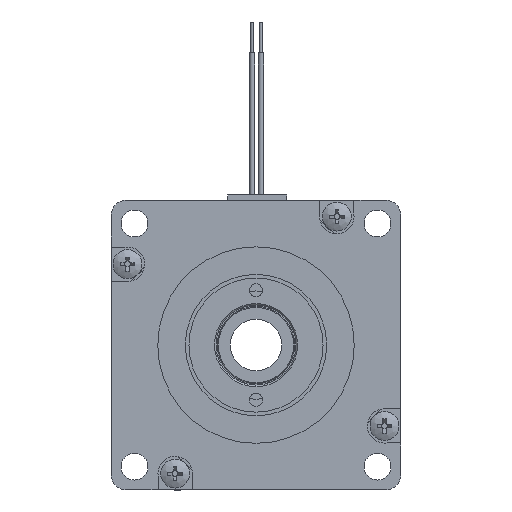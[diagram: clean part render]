
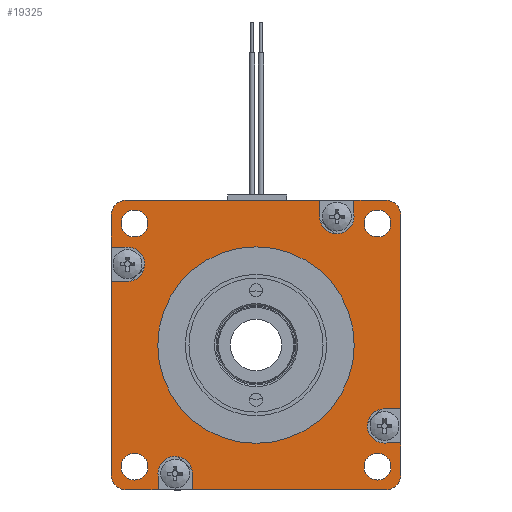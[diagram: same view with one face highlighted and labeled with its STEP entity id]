
A CAD part, left-side view. The second image highlights one B-rep face of the part: STEP entity #19325.
In plain terms, the highlighted face is planar.
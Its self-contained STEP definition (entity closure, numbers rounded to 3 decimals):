
#204=LINE('',#29457,#1824);
#205=LINE('',#29459,#1825);
#206=LINE('',#29463,#1826);
#207=LINE('',#29465,#1827);
#208=LINE('',#29469,#1828);
#209=LINE('',#29471,#1829);
#210=LINE('',#29475,#1830);
#211=LINE('',#29477,#1831);
#212=LINE('',#29481,#1832);
#213=LINE('',#29483,#1833);
#214=LINE('',#29487,#1834);
#215=LINE('',#29489,#1835);
#216=LINE('',#29493,#1836);
#217=LINE('',#29495,#1837);
#218=LINE('',#29499,#1838);
#219=LINE('',#29500,#1839);
#1824=VECTOR('',#22930,3.185);
#1825=VECTOR('',#22931,37.453);
#1826=VECTOR('',#22934,6.122);
#1827=VECTOR('',#22935,2.688);
#1828=VECTOR('',#22938,3.185);
#1829=VECTOR('',#22939,37.453);
#1830=VECTOR('',#22942,6.122);
#1831=VECTOR('',#22943,2.688);
#1832=VECTOR('',#22946,3.185);
#1833=VECTOR('',#22947,37.453);
#1834=VECTOR('',#22950,6.122);
#1835=VECTOR('',#22951,2.688);
#1836=VECTOR('',#22954,3.185);
#1837=VECTOR('',#22955,37.453);
#1838=VECTOR('',#22958,6.122);
#1839=VECTOR('',#22959,2.688);
#3430=PLANE('',#20433);
#3950=FACE_BOUND('',#5208,.T.);
#3951=FACE_BOUND('',#5209,.T.);
#3952=FACE_BOUND('',#5210,.T.);
#3953=FACE_BOUND('',#5211,.T.);
#3954=FACE_BOUND('',#5212,.T.);
#4131=FACE_OUTER_BOUND('',#5207,.T.);
#5207=EDGE_LOOP('',(#12784,#12785,#12786,#12787,#12788,#12789,#12790,#12791,
#12792,#12793,#12794,#12795,#12796,#12797,#12798,#12799,#12800,#12801,#12802,
#12803,#12804,#12805,#12806,#12807));
#5208=EDGE_LOOP('',(#12808));
#5209=EDGE_LOOP('',(#12809));
#5210=EDGE_LOOP('',(#12810));
#5211=EDGE_LOOP('',(#12811));
#5212=EDGE_LOOP('',(#12812));
#6463=CIRCLE('',#20434,3.331);
#6464=CIRCLE('',#20435,3.);
#6465=CIRCLE('',#20436,3.331);
#6466=CIRCLE('',#20437,3.);
#6467=CIRCLE('',#20438,3.331);
#6468=CIRCLE('',#20439,3.);
#6469=CIRCLE('',#20440,3.331);
#6470=CIRCLE('',#20441,3.);
#6471=CIRCLE('',#20442,2.6);
#6472=CIRCLE('',#20443,2.6);
#6473=CIRCLE('',#20444,2.6);
#6474=CIRCLE('',#20445,2.6);
#6475=CIRCLE('',#20446,19.05);
#7805=VERTEX_POINT('',#29453);
#7806=VERTEX_POINT('',#29454);
#7807=VERTEX_POINT('',#29456);
#7808=VERTEX_POINT('',#29458);
#7809=VERTEX_POINT('',#29460);
#7810=VERTEX_POINT('',#29462);
#7811=VERTEX_POINT('',#29464);
#7812=VERTEX_POINT('',#29466);
#7813=VERTEX_POINT('',#29468);
#7814=VERTEX_POINT('',#29470);
#7815=VERTEX_POINT('',#29472);
#7816=VERTEX_POINT('',#29474);
#7817=VERTEX_POINT('',#29476);
#7818=VERTEX_POINT('',#29478);
#7819=VERTEX_POINT('',#29480);
#7820=VERTEX_POINT('',#29482);
#7821=VERTEX_POINT('',#29484);
#7822=VERTEX_POINT('',#29486);
#7823=VERTEX_POINT('',#29488);
#7824=VERTEX_POINT('',#29490);
#7825=VERTEX_POINT('',#29492);
#7826=VERTEX_POINT('',#29494);
#7827=VERTEX_POINT('',#29496);
#7828=VERTEX_POINT('',#29498);
#7829=VERTEX_POINT('',#29501);
#7830=VERTEX_POINT('',#29503);
#7831=VERTEX_POINT('',#29505);
#7832=VERTEX_POINT('',#29507);
#7833=VERTEX_POINT('',#29509);
#9825=EDGE_CURVE('',#7805,#7806,#6463,.T.);
#9826=EDGE_CURVE('',#7807,#7805,#204,.T.);
#9827=EDGE_CURVE('',#7807,#7808,#205,.T.);
#9828=EDGE_CURVE('',#7808,#7809,#6464,.T.);
#9829=EDGE_CURVE('',#7809,#7810,#206,.T.);
#9830=EDGE_CURVE('',#7811,#7810,#207,.T.);
#9831=EDGE_CURVE('',#7812,#7811,#6465,.T.);
#9832=EDGE_CURVE('',#7813,#7812,#208,.T.);
#9833=EDGE_CURVE('',#7813,#7814,#209,.T.);
#9834=EDGE_CURVE('',#7814,#7815,#6466,.T.);
#9835=EDGE_CURVE('',#7815,#7816,#210,.T.);
#9836=EDGE_CURVE('',#7817,#7816,#211,.T.);
#9837=EDGE_CURVE('',#7818,#7817,#6467,.T.);
#9838=EDGE_CURVE('',#7819,#7818,#212,.T.);
#9839=EDGE_CURVE('',#7819,#7820,#213,.T.);
#9840=EDGE_CURVE('',#7820,#7821,#6468,.T.);
#9841=EDGE_CURVE('',#7821,#7822,#214,.T.);
#9842=EDGE_CURVE('',#7823,#7822,#215,.T.);
#9843=EDGE_CURVE('',#7824,#7823,#6469,.T.);
#9844=EDGE_CURVE('',#7825,#7824,#216,.T.);
#9845=EDGE_CURVE('',#7825,#7826,#217,.T.);
#9846=EDGE_CURVE('',#7826,#7827,#6470,.T.);
#9847=EDGE_CURVE('',#7827,#7828,#218,.T.);
#9848=EDGE_CURVE('',#7806,#7828,#219,.T.);
#9849=EDGE_CURVE('',#7829,#7829,#6471,.T.);
#9850=EDGE_CURVE('',#7830,#7830,#6472,.T.);
#9851=EDGE_CURVE('',#7831,#7831,#6473,.T.);
#9852=EDGE_CURVE('',#7832,#7832,#6474,.T.);
#9853=EDGE_CURVE('',#7833,#7833,#6475,.F.);
#12784=ORIENTED_EDGE('',*,*,#9825,.F.);
#12785=ORIENTED_EDGE('',*,*,#9826,.F.);
#12786=ORIENTED_EDGE('',*,*,#9827,.T.);
#12787=ORIENTED_EDGE('',*,*,#9828,.T.);
#12788=ORIENTED_EDGE('',*,*,#9829,.T.);
#12789=ORIENTED_EDGE('',*,*,#9830,.F.);
#12790=ORIENTED_EDGE('',*,*,#9831,.F.);
#12791=ORIENTED_EDGE('',*,*,#9832,.F.);
#12792=ORIENTED_EDGE('',*,*,#9833,.T.);
#12793=ORIENTED_EDGE('',*,*,#9834,.T.);
#12794=ORIENTED_EDGE('',*,*,#9835,.T.);
#12795=ORIENTED_EDGE('',*,*,#9836,.F.);
#12796=ORIENTED_EDGE('',*,*,#9837,.F.);
#12797=ORIENTED_EDGE('',*,*,#9838,.F.);
#12798=ORIENTED_EDGE('',*,*,#9839,.T.);
#12799=ORIENTED_EDGE('',*,*,#9840,.T.);
#12800=ORIENTED_EDGE('',*,*,#9841,.T.);
#12801=ORIENTED_EDGE('',*,*,#9842,.F.);
#12802=ORIENTED_EDGE('',*,*,#9843,.F.);
#12803=ORIENTED_EDGE('',*,*,#9844,.F.);
#12804=ORIENTED_EDGE('',*,*,#9845,.T.);
#12805=ORIENTED_EDGE('',*,*,#9846,.T.);
#12806=ORIENTED_EDGE('',*,*,#9847,.T.);
#12807=ORIENTED_EDGE('',*,*,#9848,.F.);
#12808=ORIENTED_EDGE('',*,*,#9849,.F.);
#12809=ORIENTED_EDGE('',*,*,#9850,.F.);
#12810=ORIENTED_EDGE('',*,*,#9851,.F.);
#12811=ORIENTED_EDGE('',*,*,#9852,.F.);
#12812=ORIENTED_EDGE('',*,*,#9853,.F.);
#19325=ADVANCED_FACE('',(#4131,#3950,#3951,#3952,#3953,#3954),#3430,.F.);
#20433=AXIS2_PLACEMENT_3D('',#29452,#22926,#22927);
#20434=AXIS2_PLACEMENT_3D('',#29455,#22928,#22929);
#20435=AXIS2_PLACEMENT_3D('',#29461,#22932,#22933);
#20436=AXIS2_PLACEMENT_3D('',#29467,#22936,#22937);
#20437=AXIS2_PLACEMENT_3D('',#29473,#22940,#22941);
#20438=AXIS2_PLACEMENT_3D('',#29479,#22944,#22945);
#20439=AXIS2_PLACEMENT_3D('',#29485,#22948,#22949);
#20440=AXIS2_PLACEMENT_3D('',#29491,#22952,#22953);
#20441=AXIS2_PLACEMENT_3D('',#29497,#22956,#22957);
#20442=AXIS2_PLACEMENT_3D('',#29502,#22960,#22961);
#20443=AXIS2_PLACEMENT_3D('',#29504,#22962,#22963);
#20444=AXIS2_PLACEMENT_3D('',#29506,#22964,#22965);
#20445=AXIS2_PLACEMENT_3D('',#29508,#22966,#22967);
#20446=AXIS2_PLACEMENT_3D('',#29510,#22968,#22969);
#22926=DIRECTION('center_axis',(0.,-1.,0.));
#22927=DIRECTION('ref_axis',(0.,0.,-1.));
#22928=DIRECTION('center_axis',(0.,1.,0.));
#22929=DIRECTION('ref_axis',(-1.,0.,0.));
#22930=DIRECTION('',(-1.,0.,0.));
#22931=DIRECTION('',(0.,0.,-1.));
#22932=DIRECTION('center_axis',(0.,1.,0.));
#22933=DIRECTION('ref_axis',(0.,0.,1.));
#22934=DIRECTION('',(-1.,0.,0.));
#22935=DIRECTION('',(0.,0.,-1.));
#22936=DIRECTION('center_axis',(0.,1.,0.));
#22937=DIRECTION('ref_axis',(0.,0.,1.));
#22938=DIRECTION('',(0.,0.,1.));
#22939=DIRECTION('',(-1.,0.,0.));
#22940=DIRECTION('center_axis',(0.,1.,0.));
#22941=DIRECTION('ref_axis',(0.,0.,-1.));
#22942=DIRECTION('',(0.,0.,1.));
#22943=DIRECTION('',(-1.,0.,0.));
#22944=DIRECTION('center_axis',(0.,1.,0.));
#22945=DIRECTION('ref_axis',(1.,0.,0.));
#22946=DIRECTION('',(1.,0.,0.));
#22947=DIRECTION('',(0.,0.,1.));
#22948=DIRECTION('center_axis',(0.,1.,0.));
#22949=DIRECTION('ref_axis',(0.,0.,1.));
#22950=DIRECTION('',(1.,0.,0.));
#22951=DIRECTION('',(0.,0.,1.));
#22952=DIRECTION('center_axis',(0.,1.,0.));
#22953=DIRECTION('ref_axis',(0.,0.,-1.));
#22954=DIRECTION('',(0.,0.,-1.));
#22955=DIRECTION('',(1.,0.,0.));
#22956=DIRECTION('center_axis',(0.,1.,0.));
#22957=DIRECTION('ref_axis',(0.,0.,1.));
#22958=DIRECTION('',(0.,0.,-1.));
#22959=DIRECTION('',(1.,0.,0.));
#22960=DIRECTION('center_axis',(0.,1.,0.));
#22961=DIRECTION('ref_axis',(0.,0.,1.));
#22962=DIRECTION('center_axis',(0.,1.,0.));
#22963=DIRECTION('ref_axis',(0.,0.,-1.));
#22964=DIRECTION('center_axis',(0.,1.,0.));
#22965=DIRECTION('ref_axis',(0.,0.,1.));
#22966=DIRECTION('center_axis',(0.,1.,0.));
#22967=DIRECTION('ref_axis',(0.,0.,-1.));
#22968=DIRECTION('center_axis',(0.,-1.,0.));
#22969=DIRECTION('ref_axis',(0.,0.,-1.));
#29452=CARTESIAN_POINT('Origin',(-25.1,5.1,-25.1));
#29453=CARTESIAN_POINT('',(24.915,5.1,12.353));
#29454=CARTESIAN_POINT('',(25.412,5.1,18.978));
#29455=CARTESIAN_POINT('Origin',(24.915,5.1,15.684));
#29456=CARTESIAN_POINT('',(28.1,5.1,12.353));
#29457=CARTESIAN_POINT('',(28.1,5.1,12.353));
#29458=CARTESIAN_POINT('',(28.1,5.1,-25.1));
#29459=CARTESIAN_POINT('',(28.1,5.1,12.353));
#29460=CARTESIAN_POINT('',(25.1,5.1,-28.1));
#29461=CARTESIAN_POINT('Origin',(25.1,5.1,-25.1));
#29462=CARTESIAN_POINT('',(18.978,5.1,-28.1));
#29463=CARTESIAN_POINT('',(25.1,5.1,-28.1));
#29464=CARTESIAN_POINT('',(18.978,5.1,-25.412));
#29465=CARTESIAN_POINT('',(18.978,5.1,-25.412));
#29466=CARTESIAN_POINT('',(12.353,5.1,-24.915));
#29467=CARTESIAN_POINT('Origin',(15.684,5.1,-24.915));
#29468=CARTESIAN_POINT('',(12.353,5.1,-28.1));
#29469=CARTESIAN_POINT('',(12.353,5.1,-28.1));
#29470=CARTESIAN_POINT('',(-25.1,5.1,-28.1));
#29471=CARTESIAN_POINT('',(12.353,5.1,-28.1));
#29472=CARTESIAN_POINT('',(-28.1,5.1,-25.1));
#29473=CARTESIAN_POINT('Origin',(-25.1,5.1,-25.1));
#29474=CARTESIAN_POINT('',(-28.1,5.1,-18.978));
#29475=CARTESIAN_POINT('',(-28.1,5.1,-25.1));
#29476=CARTESIAN_POINT('',(-25.412,5.1,-18.978));
#29477=CARTESIAN_POINT('',(-25.412,5.1,-18.978));
#29478=CARTESIAN_POINT('',(-24.915,5.1,-12.353));
#29479=CARTESIAN_POINT('Origin',(-24.915,5.1,-15.684));
#29480=CARTESIAN_POINT('',(-28.1,5.1,-12.353));
#29481=CARTESIAN_POINT('',(-28.1,5.1,-12.353));
#29482=CARTESIAN_POINT('',(-28.1,5.1,25.1));
#29483=CARTESIAN_POINT('',(-28.1,5.1,-12.353));
#29484=CARTESIAN_POINT('',(-25.1,5.1,28.1));
#29485=CARTESIAN_POINT('Origin',(-25.1,5.1,25.1));
#29486=CARTESIAN_POINT('',(-18.978,5.1,28.1));
#29487=CARTESIAN_POINT('',(-25.1,5.1,28.1));
#29488=CARTESIAN_POINT('',(-18.978,5.1,25.412));
#29489=CARTESIAN_POINT('',(-18.978,5.1,25.412));
#29490=CARTESIAN_POINT('',(-12.353,5.1,24.915));
#29491=CARTESIAN_POINT('Origin',(-15.684,5.1,24.915));
#29492=CARTESIAN_POINT('',(-12.353,5.1,28.1));
#29493=CARTESIAN_POINT('',(-12.353,5.1,28.1));
#29494=CARTESIAN_POINT('',(25.1,5.1,28.1));
#29495=CARTESIAN_POINT('',(-12.353,5.1,28.1));
#29496=CARTESIAN_POINT('',(28.1,5.1,25.1));
#29497=CARTESIAN_POINT('Origin',(25.1,5.1,25.1));
#29498=CARTESIAN_POINT('',(28.1,5.1,18.978));
#29499=CARTESIAN_POINT('',(28.1,5.1,25.1));
#29500=CARTESIAN_POINT('',(25.412,5.1,18.978));
#29501=CARTESIAN_POINT('',(-23.57,5.1,-20.97));
#29502=CARTESIAN_POINT('Origin',(-23.57,5.1,-23.57));
#29503=CARTESIAN_POINT('',(23.57,5.1,-26.17));
#29504=CARTESIAN_POINT('Origin',(23.57,5.1,-23.57));
#29505=CARTESIAN_POINT('',(23.57,5.1,26.17));
#29506=CARTESIAN_POINT('Origin',(23.57,5.1,23.57));
#29507=CARTESIAN_POINT('',(-23.57,5.1,20.97));
#29508=CARTESIAN_POINT('Origin',(-23.57,5.1,23.57));
#29509=CARTESIAN_POINT('',(0.,5.1,-19.05));
#29510=CARTESIAN_POINT('Origin',(0.,5.1,0.));
